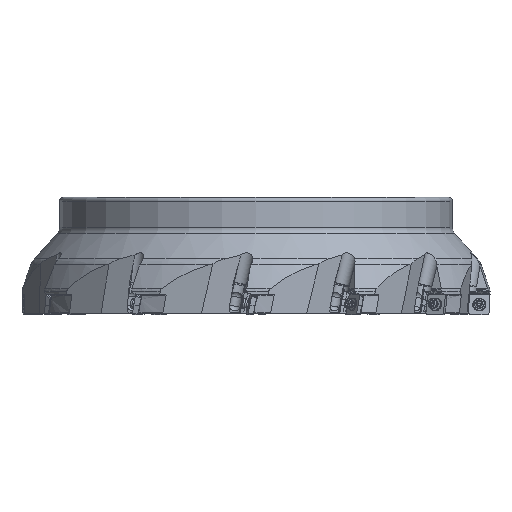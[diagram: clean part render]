
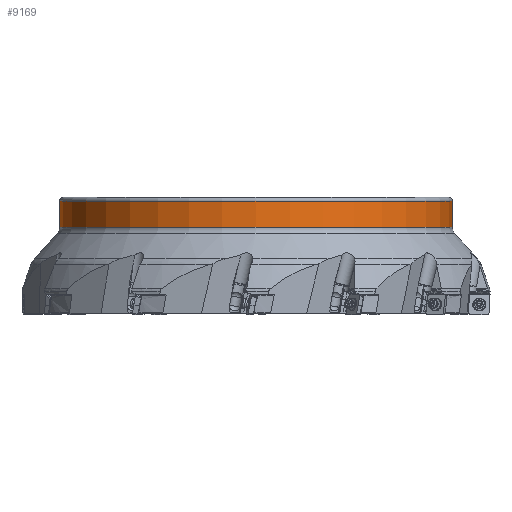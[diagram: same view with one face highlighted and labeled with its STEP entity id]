
A CAD part, front view. The second image highlights one B-rep face of the part: STEP entity #9169.
In plain terms, the highlighted cylindrical face has radius 105 mm (diameter 210 mm), a partial arc.
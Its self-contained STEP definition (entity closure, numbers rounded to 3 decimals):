
#2178=CYLINDRICAL_SURFACE('',#35665,105.);
#3362=LINE('',#58832,#5467);
#3363=LINE('',#58833,#5468);
#5467=VECTOR('',#41162,1.);
#5468=VECTOR('',#41163,1.);
#7477=FACE_OUTER_BOUND('',#11941,.T.);
#9169=ADVANCED_FACE('',(#7477),#2178,.T.);
#11941=EDGE_LOOP('',(#16771,#16772,#16773,#16774));
#16771=ORIENTED_EDGE('',*,*,#28673,.T.);
#16772=ORIENTED_EDGE('',*,*,#28677,.T.);
#16773=ORIENTED_EDGE('',*,*,#28679,.T.);
#16774=ORIENTED_EDGE('',*,*,#28678,.T.);
#24773=VERTEX_POINT('',#58822);
#24774=VERTEX_POINT('',#58824);
#24775=VERTEX_POINT('',#58830);
#24776=VERTEX_POINT('',#58831);
#28673=EDGE_CURVE('',#24774,#24773,#32218,.T.);
#28677=EDGE_CURVE('',#24773,#24776,#3362,.T.);
#28678=EDGE_CURVE('',#24775,#24774,#3363,.T.);
#28679=EDGE_CURVE('',#24776,#24775,#32222,.T.);
#32218=CIRCLE('',#35657,105.);
#32222=CIRCLE('',#35664,105.);
#35657=AXIS2_PLACEMENT_3D('',#58823,#41150,#41151);
#35664=AXIS2_PLACEMENT_3D('',#58835,#41166,#41167);
#35665=AXIS2_PLACEMENT_3D('',#58836,#41168,#41169);
#41150=DIRECTION('',(0.,0.,1.));
#41151=DIRECTION('',(-1.,0.,0.));
#41162=DIRECTION('',(0.,0.,1.));
#41163=DIRECTION('',(0.,0.,-1.));
#41166=DIRECTION('',(0.,0.,-1.));
#41167=DIRECTION('',(1.,0.,0.));
#41168=DIRECTION('',(0.,0.,-1.));
#41169=DIRECTION('',(1.,0.,0.));
#58822=CARTESIAN_POINT('',(105.,0.,-16.081));
#58823=CARTESIAN_POINT('',(0.,0.,-16.081));
#58824=CARTESIAN_POINT('',(-105.,0.,-16.081));
#58830=CARTESIAN_POINT('',(-105.,0.,-2.));
#58831=CARTESIAN_POINT('',(105.,0.,-2.));
#58832=CARTESIAN_POINT('',(105.,0.,-16.081));
#58833=CARTESIAN_POINT('',(-105.,0.,-2.));
#58835=CARTESIAN_POINT('',(0.,0.,-2.));
#58836=CARTESIAN_POINT('',(0.,0.,-1.718));
